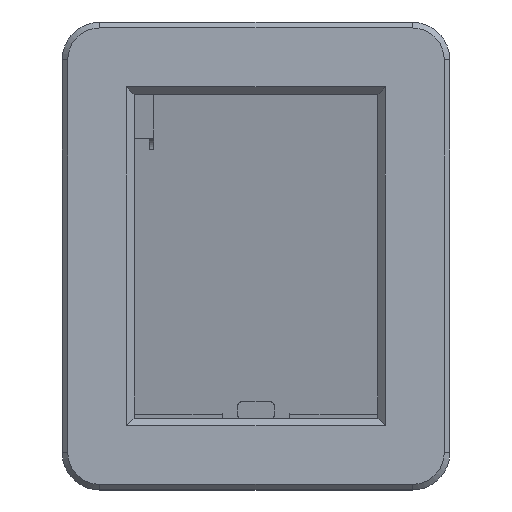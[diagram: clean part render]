
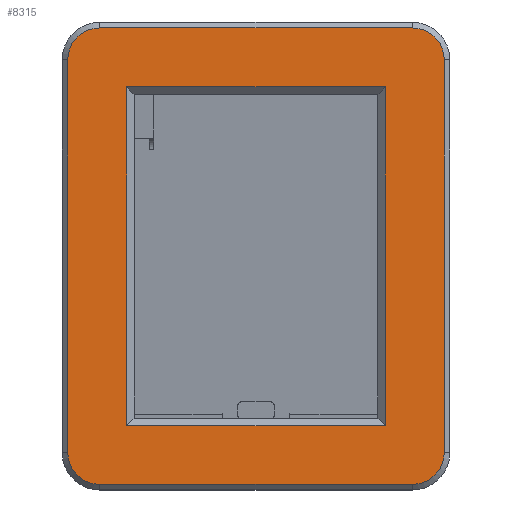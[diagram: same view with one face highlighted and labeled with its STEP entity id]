
A CAD part, top view. The second image highlights one B-rep face of the part: STEP entity #8315.
In plain terms, the highlighted planar face has unit normal (0, 0, 1).
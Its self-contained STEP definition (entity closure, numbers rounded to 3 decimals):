
#252=CIRCLE('',#8790,8.5);
#254=CIRCLE('',#8794,8.5);
#256=CIRCLE('',#8798,8.5);
#258=CIRCLE('',#8802,8.5);
#326=FACE_BOUND('',#1683,.T.);
#1178=FACE_OUTER_BOUND('',#1682,.T.);
#1682=EDGE_LOOP('',(#7514,#7515,#7516,#7517,#7518,#7519,#7520,#7521));
#1683=EDGE_LOOP('',(#7522,#7523,#7524,#7525));
#2416=LINE('',#20753,#3166);
#2420=LINE('',#20765,#3170);
#2424=LINE('',#20777,#3174);
#2427=LINE('',#20786,#3177);
#2433=LINE('',#20799,#3183);
#2434=LINE('',#20801,#3184);
#2435=LINE('',#20803,#3185);
#2436=LINE('',#20804,#3186);
#3166=VECTOR('',#10417,10.);
#3170=VECTOR('',#10429,10.);
#3174=VECTOR('',#10441,10.);
#3177=VECTOR('',#10452,10.);
#3183=VECTOR('',#10468,10.);
#3184=VECTOR('',#10469,10.);
#3185=VECTOR('',#10470,10.);
#3186=VECTOR('',#10471,10.);
#3968=VERTEX_POINT('',#20740);
#3970=VERTEX_POINT('',#20743);
#3973=VERTEX_POINT('',#20751);
#3974=VERTEX_POINT('',#20755);
#3977=VERTEX_POINT('',#20763);
#3978=VERTEX_POINT('',#20767);
#3981=VERTEX_POINT('',#20775);
#3982=VERTEX_POINT('',#20779);
#3984=VERTEX_POINT('',#20797);
#3985=VERTEX_POINT('',#20798);
#3986=VERTEX_POINT('',#20800);
#3987=VERTEX_POINT('',#20802);
#5147=EDGE_CURVE('',#3970,#3968,#252,.T.);
#5152=EDGE_CURVE('',#3968,#3973,#2416,.T.);
#5154=EDGE_CURVE('',#3973,#3974,#254,.T.);
#5158=EDGE_CURVE('',#3974,#3977,#2420,.T.);
#5160=EDGE_CURVE('',#3977,#3978,#256,.T.);
#5164=EDGE_CURVE('',#3978,#3981,#2424,.T.);
#5166=EDGE_CURVE('',#3981,#3982,#258,.T.);
#5169=EDGE_CURVE('',#3982,#3970,#2427,.T.);
#5175=EDGE_CURVE('',#3984,#3985,#2433,.T.);
#5176=EDGE_CURVE('',#3985,#3986,#2434,.T.);
#5177=EDGE_CURVE('',#3986,#3987,#2435,.T.);
#5178=EDGE_CURVE('',#3987,#3984,#2436,.T.);
#7514=ORIENTED_EDGE('',*,*,#5147,.T.);
#7515=ORIENTED_EDGE('',*,*,#5152,.T.);
#7516=ORIENTED_EDGE('',*,*,#5154,.T.);
#7517=ORIENTED_EDGE('',*,*,#5158,.T.);
#7518=ORIENTED_EDGE('',*,*,#5160,.T.);
#7519=ORIENTED_EDGE('',*,*,#5164,.T.);
#7520=ORIENTED_EDGE('',*,*,#5166,.T.);
#7521=ORIENTED_EDGE('',*,*,#5169,.T.);
#7522=ORIENTED_EDGE('',*,*,#5175,.T.);
#7523=ORIENTED_EDGE('',*,*,#5176,.T.);
#7524=ORIENTED_EDGE('',*,*,#5177,.T.);
#7525=ORIENTED_EDGE('',*,*,#5178,.T.);
#7872=PLANE('',#8809);
#8315=ADVANCED_FACE('',(#1178,#326),#7872,.F.);
#8790=AXIS2_PLACEMENT_3D('',#20744,#10408,#10409);
#8794=AXIS2_PLACEMENT_3D('',#20758,#10421,#10422);
#8798=AXIS2_PLACEMENT_3D('',#20770,#10433,#10434);
#8802=AXIS2_PLACEMENT_3D('',#20782,#10445,#10446);
#8809=AXIS2_PLACEMENT_3D('',#20796,#10466,#10467);
#10408=DIRECTION('center_axis',(0.,0.,1.));
#10409=DIRECTION('ref_axis',(0.707,0.707,0.));
#10417=DIRECTION('',(-1.,0.,0.));
#10421=DIRECTION('center_axis',(0.,0.,1.));
#10422=DIRECTION('ref_axis',(-0.707,0.707,0.));
#10429=DIRECTION('',(0.,-1.,0.));
#10433=DIRECTION('center_axis',(0.,0.,1.));
#10434=DIRECTION('ref_axis',(-0.707,-0.707,0.));
#10441=DIRECTION('',(1.,0.,0.));
#10445=DIRECTION('center_axis',(0.,0.,1.));
#10446=DIRECTION('ref_axis',(0.707,-0.707,0.));
#10452=DIRECTION('',(0.,1.,0.));
#10466=DIRECTION('center_axis',(0.,0.,-1.));
#10467=DIRECTION('ref_axis',(1.,0.,0.));
#10468=DIRECTION('',(0.,-1.,0.));
#10469=DIRECTION('',(-1.,0.,0.));
#10470=DIRECTION('',(0.,1.,0.));
#10471=DIRECTION('',(1.,0.,0.));
#20740=CARTESIAN_POINT('',(83.3,106.8,3.2));
#20743=CARTESIAN_POINT('',(91.8,98.3,3.2));
#20744=CARTESIAN_POINT('Origin',(83.3,98.3,3.2));
#20751=CARTESIAN_POINT('',(-0.2,106.8,3.2));
#20753=CARTESIAN_POINT('',(15.675,106.8,3.2));
#20755=CARTESIAN_POINT('',(-8.7,98.3,3.2));
#20758=CARTESIAN_POINT('Origin',(-0.2,98.3,3.2));
#20763=CARTESIAN_POINT('',(-8.7,-6.5,3.2));
#20765=CARTESIAN_POINT('',(-8.7,14.7,3.2));
#20767=CARTESIAN_POINT('',(-0.2,-15.,3.2));
#20770=CARTESIAN_POINT('Origin',(-0.2,-6.5,3.2));
#20775=CARTESIAN_POINT('',(83.3,-15.,3.2));
#20777=CARTESIAN_POINT('',(67.425,-15.,3.2));
#20779=CARTESIAN_POINT('',(91.8,-6.5,3.2));
#20782=CARTESIAN_POINT('Origin',(83.3,-6.5,3.2));
#20786=CARTESIAN_POINT('',(91.8,77.1,3.2));
#20796=CARTESIAN_POINT('Origin',(41.55,45.9,3.2));
#20797=CARTESIAN_POINT('',(76.1,91.1,3.2));
#20798=CARTESIAN_POINT('',(76.1,0.7,3.2));
#20799=CARTESIAN_POINT('',(76.1,24.3,3.2));
#20800=CARTESIAN_POINT('',(7.,0.7,3.2));
#20801=CARTESIAN_POINT('',(25.275,0.7,3.2));
#20802=CARTESIAN_POINT('',(7.,91.1,3.2));
#20803=CARTESIAN_POINT('',(7.,67.5,3.2));
#20804=CARTESIAN_POINT('',(57.825,91.1,3.2));
